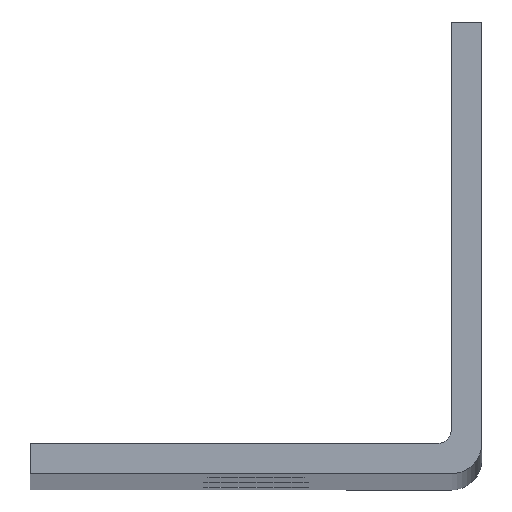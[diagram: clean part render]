
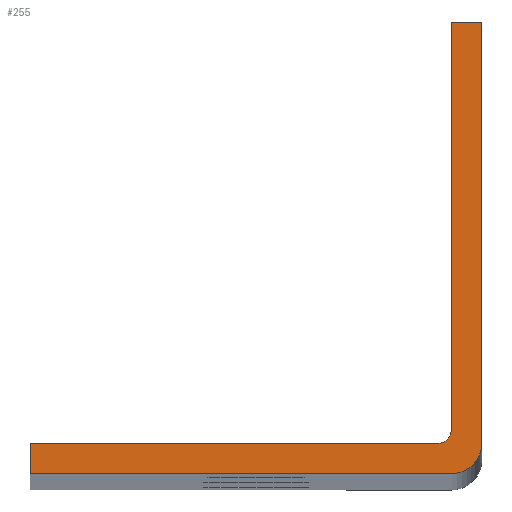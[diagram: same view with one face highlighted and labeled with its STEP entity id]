
A CAD part, top view. The second image highlights one B-rep face of the part: STEP entity #255.
In plain terms, the highlighted planar face has unit normal (0, 0, 1).
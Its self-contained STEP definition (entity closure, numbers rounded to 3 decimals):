
#29=CIRCLE('',#275,1.);
#32=CIRCLE('',#280,2.);
#48=FACE_OUTER_BOUND('',#67,.T.);
#67=EDGE_LOOP('',(#227,#228,#229,#230,#231,#232,#233,#234));
#71=LINE('',#373,#94);
#73=LINE('',#388,#96);
#82=LINE('',#410,#105);
#87=LINE('',#425,#110);
#88=LINE('',#428,#111);
#90=LINE('',#431,#113);
#94=VECTOR('',#300,10.);
#96=VECTOR('',#316,10.);
#105=VECTOR('',#335,10.);
#110=VECTOR('',#354,10.);
#111=VECTOR('',#357,10.);
#113=VECTOR('',#361,10.);
#115=VERTEX_POINT('',#367);
#117=VERTEX_POINT('',#371);
#121=VERTEX_POINT('',#381);
#123=VERTEX_POINT('',#387);
#127=VERTEX_POINT('',#396);
#128=VERTEX_POINT('',#398);
#131=VERTEX_POINT('',#409);
#135=VERTEX_POINT('',#427);
#139=EDGE_CURVE('',#115,#117,#71,.F.);
#143=EDGE_CURVE('',#115,#121,#29,.T.);
#146=EDGE_CURVE('',#121,#123,#73,.T.);
#151=EDGE_CURVE('',#127,#128,#32,.T.);
#157=EDGE_CURVE('',#131,#128,#82,.F.);
#165=EDGE_CURVE('',#131,#117,#87,.T.);
#166=EDGE_CURVE('',#123,#135,#88,.T.);
#168=EDGE_CURVE('',#127,#135,#90,.F.);
#227=ORIENTED_EDGE('',*,*,#151,.F.);
#228=ORIENTED_EDGE('',*,*,#168,.T.);
#229=ORIENTED_EDGE('',*,*,#166,.F.);
#230=ORIENTED_EDGE('',*,*,#146,.F.);
#231=ORIENTED_EDGE('',*,*,#143,.F.);
#232=ORIENTED_EDGE('',*,*,#139,.T.);
#233=ORIENTED_EDGE('',*,*,#165,.F.);
#234=ORIENTED_EDGE('',*,*,#157,.T.);
#242=PLANE('',#292);
#255=ADVANCED_FACE('',(#48),#242,.F.);
#275=AXIS2_PLACEMENT_3D('',#382,#309,#310);
#280=AXIS2_PLACEMENT_3D('',#399,#324,#325);
#292=AXIS2_PLACEMENT_3D('',#432,#362,#363);
#300=DIRECTION('',(1.,0.,0.));
#309=DIRECTION('center_axis',(0.,0.,
1.));
#310=DIRECTION('ref_axis',(0.707,-0.707,0.));
#316=DIRECTION('',(0.,1.,0.));
#324=DIRECTION('center_axis',(0.,0.,
-1.));
#325=DIRECTION('ref_axis',(0.707,-0.707,0.));
#335=DIRECTION('',(-1.,0.,0.));
#354=DIRECTION('',(0.,1.,0.));
#357=DIRECTION('',(1.,0.,0.));
#361=DIRECTION('',(0.,-1.,0.));
#362=DIRECTION('center_axis',(0.,0.,
-1.));
#363=DIRECTION('ref_axis',(1.,0.,0.));
#367=CARTESIAN_POINT('',(27.,2.,623.));
#371=CARTESIAN_POINT('',(0.,2.,623.));
#373=CARTESIAN_POINT('',(11.25,2.,623.));
#381=CARTESIAN_POINT('',(28.,3.,623.));
#382=CARTESIAN_POINT('Origin',(27.,3.,623.));
#387=CARTESIAN_POINT('',(28.,30.,623.));
#388=CARTESIAN_POINT('',(28.,7.25,623.));
#396=CARTESIAN_POINT('',(30.,2.,623.));
#398=CARTESIAN_POINT('',(28.,0.,623.));
#399=CARTESIAN_POINT('Origin',(28.,2.,623.));
#409=CARTESIAN_POINT('',(0.,0.,623.));
#410=CARTESIAN_POINT('',(23.75,0.,623.));
#425=CARTESIAN_POINT('',(0.,6.25,623.));
#427=CARTESIAN_POINT('',(30.,30.,623.));
#428=CARTESIAN_POINT('',(22.75,30.,623.));
#431=CARTESIAN_POINT('',(30.,18.75,623.));
#432=CARTESIAN_POINT('Origin',(17.5,12.5,623.));
